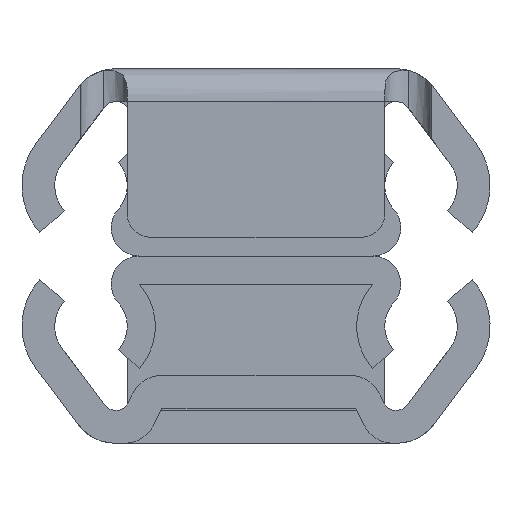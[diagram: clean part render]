
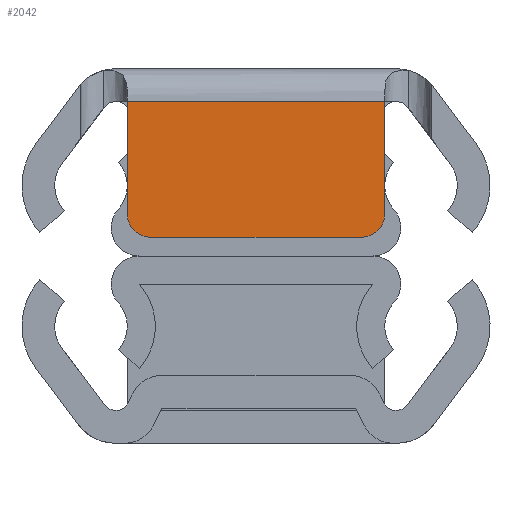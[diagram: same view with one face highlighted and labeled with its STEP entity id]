
A CAD part, left-side view. The second image highlights one B-rep face of the part: STEP entity #2042.
In plain terms, the highlighted planar face has unit normal (-1, 0, 0).
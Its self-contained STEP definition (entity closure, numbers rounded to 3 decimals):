
#61 = CARTESIAN_POINT ( 'NONE',  ( -150., 5.5, -6.2 ) ) ;
#88 = DIRECTION ( 'NONE',  ( 1., 0., 0. ) ) ;
#151 = ORIENTED_EDGE ( 'NONE', *, *, #2288, .F. ) ;
#298 = VERTEX_POINT ( 'NONE', #2566 ) ;
#320 = CIRCLE ( 'NONE', #2071, 1. ) ;
#332 = CARTESIAN_POINT ( 'NONE',  ( -150., -5.5, -7.2 ) ) ;
#369 = ORIENTED_EDGE ( 'NONE', *, *, #3329, .T. ) ;
#461 = CARTESIAN_POINT ( 'NONE',  ( -150., -7., -5. ) ) ;
#535 = VERTEX_POINT ( 'NONE', #2247 ) ;
#601 = VECTOR ( 'NONE', #3523, 1000. ) ;
#704 = LINE ( 'NONE', #332, #601 ) ;
#827 = PLANE ( 'NONE',  #3293 ) ;
#1026 = VERTEX_POINT ( 'NONE', #61 ) ;
#1056 = EDGE_LOOP ( 'NONE', ( #1449, #3512, #151, #369, #2150, #2103 ) ) ;
#1141 = CIRCLE ( 'NONE', #2869, 1. ) ;
#1184 = DIRECTION ( 'NONE',  ( 0., 0., 1. ) ) ;
#1449 = ORIENTED_EDGE ( 'NONE', *, *, #3359, .F. ) ;
#1496 = CARTESIAN_POINT ( 'NONE',  ( -150., -4.5, -7.2 ) ) ;
#1555 = CARTESIAN_POINT ( 'NONE',  ( -150., 5.5, -7.2 ) ) ;
#1691 = EDGE_CURVE ( 'NONE', #2067, #298, #2577, .T. ) ;
#1853 = DIRECTION ( 'NONE',  ( 0., 1., 0. ) ) ;
#1880 = DIRECTION ( 'NONE',  ( 0., 1., 0. ) ) ;
#1913 = LINE ( 'NONE', #1555, #3069 ) ;
#2042 = ADVANCED_FACE ( 'NONE', ( #2844 ), #827, .F. ) ;
#2067 = VERTEX_POINT ( 'NONE', #2564 ) ;
#2071 = AXIS2_PLACEMENT_3D ( 'NONE', #3077, #2720, #2360 ) ;
#2090 = CARTESIAN_POINT ( 'NONE',  ( -150., 4.5, -7.2 ) ) ;
#2103 = ORIENTED_EDGE ( 'NONE', *, *, #1691, .T. ) ;
#2150 = ORIENTED_EDGE ( 'NONE', *, *, #2310, .T. ) ;
#2215 = CARTESIAN_POINT ( 'NONE',  ( -150., -7., -1.4 ) ) ;
#2246 = CARTESIAN_POINT ( 'NONE',  ( -150., 5.5, -7.2 ) ) ;
#2247 = CARTESIAN_POINT ( 'NONE',  ( -150., -5.5, -6.2 ) ) ;
#2288 = EDGE_CURVE ( 'NONE', #3050, #2438, #2966, .T. ) ;
#2310 = EDGE_CURVE ( 'NONE', #535, #2067, #704, .T. ) ;
#2323 = DIRECTION ( 'NONE',  ( 0., 0., -1. ) ) ;
#2360 = DIRECTION ( 'NONE',  ( 0., 0., -1. ) ) ;
#2438 = VERTEX_POINT ( 'NONE', #2090 ) ;
#2564 = CARTESIAN_POINT ( 'NONE',  ( -150., -5.5, -1.4 ) ) ;
#2566 = CARTESIAN_POINT ( 'NONE',  ( -150., 5.5, -1.4 ) ) ;
#2577 = LINE ( 'NONE', #2215, #3160 ) ;
#2681 = DIRECTION ( 'NONE',  ( -1., 0., 0. ) ) ;
#2720 = DIRECTION ( 'NONE',  ( -1., 0., 0. ) ) ;
#2844 = FACE_OUTER_BOUND ( 'NONE', #1056, .T. ) ;
#2869 = AXIS2_PLACEMENT_3D ( 'NONE', #3041, #2681, #2323 ) ;
#2966 = LINE ( 'NONE', #2246, #3320 ) ;
#3041 = CARTESIAN_POINT ( 'NONE',  ( -150., 4.5, -6.2 ) ) ;
#3050 = VERTEX_POINT ( 'NONE', #1496 ) ;
#3069 = VECTOR ( 'NONE', #1184, 1000. ) ;
#3077 = CARTESIAN_POINT ( 'NONE',  ( -150., -4.5, -6.2 ) ) ;
#3113 = EDGE_CURVE ( 'NONE', #1026, #2438, #1141, .T. ) ;
#3160 = VECTOR ( 'NONE', #1853, 1000. ) ;
#3287 = DIRECTION ( 'NONE',  ( 0., 0., -1. ) ) ;
#3293 = AXIS2_PLACEMENT_3D ( 'NONE', #461, #88, #3287 ) ;
#3320 = VECTOR ( 'NONE', #1880, 1000. ) ;
#3329 = EDGE_CURVE ( 'NONE', #3050, #535, #320, .T. ) ;
#3359 = EDGE_CURVE ( 'NONE', #1026, #298, #1913, .T. ) ;
#3512 = ORIENTED_EDGE ( 'NONE', *, *, #3113, .T. ) ;
#3523 = DIRECTION ( 'NONE',  ( 0., 0., 1. ) ) ;
